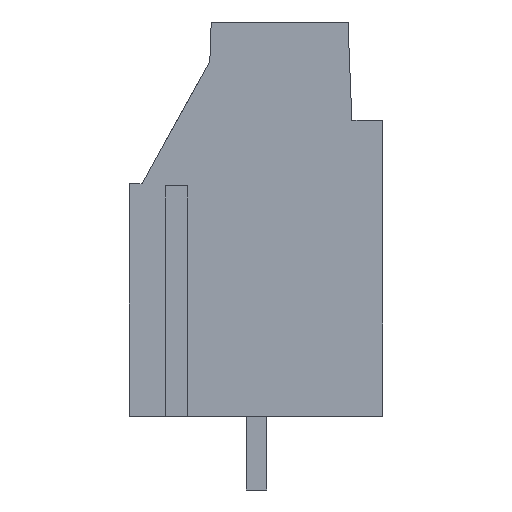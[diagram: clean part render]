
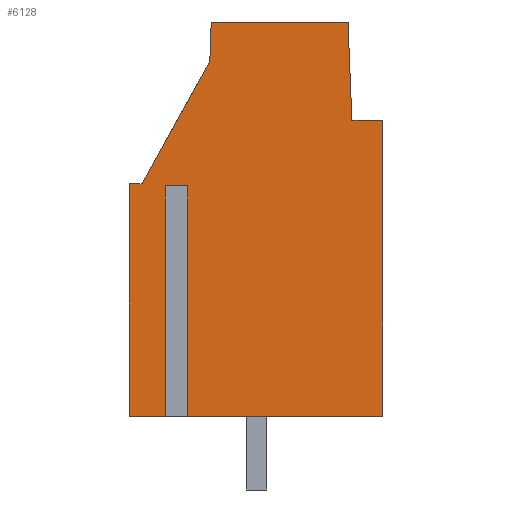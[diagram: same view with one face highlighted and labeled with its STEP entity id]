
A CAD part, left-side view. The second image highlights one B-rep face of the part: STEP entity #6128.
In plain terms, the highlighted planar face has unit normal (-1, 0, 0).
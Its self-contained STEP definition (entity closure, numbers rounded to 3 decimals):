
#6087=AXIS2_PLACEMENT_3D('Plane Axis2P3D',#6084,#6085,#6086) ;
#225=CARTESIAN_POINT('Vertex',(-25.,-11.,3.25)) ;
#356=CARTESIAN_POINT('Vertex',(-25.,-11.,16.1)) ;
#359=CARTESIAN_POINT('Line Origine',(-25.,-11.,9.675)) ;
#515=CARTESIAN_POINT('Vertex',(-25.,-9.495,20.37)) ;
#518=CARTESIAN_POINT('Line Origine',(-25.,-9.579,18.235)) ;
#522=CARTESIAN_POINT('Vertex',(-25.,-9.663,16.1)) ;
#601=CARTESIAN_POINT('Line Origine',(-25.,-6.625,3.25)) ;
#605=CARTESIAN_POINT('Vertex',(-25.,-2.25,3.25)) ;
#654=CARTESIAN_POINT('Vertex',(-25.,-1.85,3.25)) ;
#657=CARTESIAN_POINT('Line Origine',(-25.,-0.925,3.25)) ;
#661=CARTESIAN_POINT('Vertex',(-25.,0.,3.25)) ;
#1573=CARTESIAN_POINT('Vertex',(-25.,-3.554,20.37)) ;
#1576=CARTESIAN_POINT('Line Origine',(-25.,-6.525,20.37)) ;
#1879=CARTESIAN_POINT('Line Origine',(-25.,0.,8.3)) ;
#1883=CARTESIAN_POINT('Vertex',(-25.,0.,13.35)) ;
#2415=CARTESIAN_POINT('Vertex',(-25.,-3.494,18.649)) ;
#2555=CARTESIAN_POINT('Vertex',(-25.,-0.555,13.35)) ;
#2558=CARTESIAN_POINT('Line Origine',(-25.,-2.025,16.)) ;
#2595=CARTESIAN_POINT('Line Origine',(-25.,-3.524,19.51)) ;
#6058=CARTESIAN_POINT('Line Origine',(-25.,-10.331,16.1)) ;
#6084=CARTESIAN_POINT('Axis2P3D Location',(-25.,-15.468,1.8)) ;
#6089=CARTESIAN_POINT('Line Origine',(-25.,-1.85,8.25)) ;
#6093=CARTESIAN_POINT('Vertex',(-25.,-1.85,13.25)) ;
#6096=CARTESIAN_POINT('Line Origine',(-25.,-2.05,13.25)) ;
#6100=CARTESIAN_POINT('Vertex',(-25.,-2.25,13.25)) ;
#6103=CARTESIAN_POINT('Line Origine',(-25.,-2.25,8.25)) ;
#6108=CARTESIAN_POINT('Line Origine',(-25.,-0.278,13.35)) ;
#360=DIRECTION('Vector Direction',(0.,0.,1.)) ;
#519=DIRECTION('Vector Direction',(0.,-0.039,-0.999)) ;
#602=DIRECTION('Vector Direction',(0.,1.,0.)) ;
#658=DIRECTION('Vector Direction',(0.,1.,0.)) ;
#1577=DIRECTION('Vector Direction',(0.,1.,0.)) ;
#1880=DIRECTION('Vector Direction',(0.,0.,-1.)) ;
#2559=DIRECTION('Vector Direction',(0.,-0.485,0.875)) ;
#2596=DIRECTION('Vector Direction',(0.,0.035,-0.999)) ;
#6059=DIRECTION('Vector Direction',(0.,1.,0.)) ;
#6085=DIRECTION('Axis2P3D Direction',(1.,0.,0.)) ;
#6086=DIRECTION('Axis2P3D XDirection',(0.,1.,0.)) ;
#6090=DIRECTION('Vector Direction',(0.,0.,1.)) ;
#6097=DIRECTION('Vector Direction',(0.,-1.,0.)) ;
#6104=DIRECTION('Vector Direction',(0.,0.,1.)) ;
#6109=DIRECTION('Vector Direction',(0.,-1.,0.)) ;
#361=VECTOR('Line Direction',#360,1.) ;
#520=VECTOR('Line Direction',#519,1.) ;
#603=VECTOR('Line Direction',#602,1.) ;
#659=VECTOR('Line Direction',#658,1.) ;
#1578=VECTOR('Line Direction',#1577,1.) ;
#1881=VECTOR('Line Direction',#1880,1.) ;
#2560=VECTOR('Line Direction',#2559,1.) ;
#2597=VECTOR('Line Direction',#2596,1.) ;
#6060=VECTOR('Line Direction',#6059,1.) ;
#6091=VECTOR('Line Direction',#6090,1.) ;
#6098=VECTOR('Line Direction',#6097,1.) ;
#6105=VECTOR('Line Direction',#6104,1.) ;
#6110=VECTOR('Line Direction',#6109,1.) ;
#6114=ORIENTED_EDGE('',*,*,#6095,.T.) ;
#6115=ORIENTED_EDGE('',*,*,#6102,.T.) ;
#6116=ORIENTED_EDGE('',*,*,#6107,.F.) ;
#6117=ORIENTED_EDGE('',*,*,#607,.F.) ;
#6118=ORIENTED_EDGE('',*,*,#363,.F.) ;
#6119=ORIENTED_EDGE('',*,*,#6062,.F.) ;
#6120=ORIENTED_EDGE('',*,*,#524,.F.) ;
#6121=ORIENTED_EDGE('',*,*,#1580,.F.) ;
#6122=ORIENTED_EDGE('',*,*,#2599,.F.) ;
#6123=ORIENTED_EDGE('',*,*,#2562,.F.) ;
#6124=ORIENTED_EDGE('',*,*,#6112,.F.) ;
#6125=ORIENTED_EDGE('',*,*,#1885,.F.) ;
#6126=ORIENTED_EDGE('',*,*,#663,.F.) ;
#6128=ADVANCED_FACE('housing',(#6127),#6088,.F.) ;
#363=EDGE_CURVE('',#357,#226,#362,.F.) ;
#524=EDGE_CURVE('',#516,#523,#521,.T.) ;
#607=EDGE_CURVE('',#226,#606,#604,.T.) ;
#663=EDGE_CURVE('',#655,#662,#660,.T.) ;
#1580=EDGE_CURVE('',#1574,#516,#1579,.F.) ;
#1885=EDGE_CURVE('',#662,#1884,#1882,.F.) ;
#2562=EDGE_CURVE('',#2556,#2416,#2561,.T.) ;
#2599=EDGE_CURVE('',#2416,#1574,#2598,.F.) ;
#6062=EDGE_CURVE('',#523,#357,#6061,.F.) ;
#6095=EDGE_CURVE('',#655,#6094,#6092,.T.) ;
#6102=EDGE_CURVE('',#6094,#6101,#6099,.T.) ;
#6107=EDGE_CURVE('',#606,#6101,#6106,.T.) ;
#6112=EDGE_CURVE('',#1884,#2556,#6111,.T.) ;
#6113=EDGE_LOOP('',(#6114,#6115,#6116,#6117,#6118,#6119,#6120,#6121,#6122,#6123,#6124,#6125,#6126)) ;
#6127=FACE_OUTER_BOUND('',#6113,.T.) ;
#362=LINE('Line',#359,#361) ;
#521=LINE('Line',#518,#520) ;
#604=LINE('Line',#601,#603) ;
#660=LINE('Line',#657,#659) ;
#1579=LINE('Line',#1576,#1578) ;
#1882=LINE('Line',#1879,#1881) ;
#2561=LINE('Line',#2558,#2560) ;
#2598=LINE('Line',#2595,#2597) ;
#6061=LINE('Line',#6058,#6060) ;
#6092=LINE('Line',#6089,#6091) ;
#6099=LINE('Line',#6096,#6098) ;
#6106=LINE('Line',#6103,#6105) ;
#6111=LINE('Line',#6108,#6110) ;
#6088=PLANE('',#6087) ;
#226=VERTEX_POINT('',#225) ;
#357=VERTEX_POINT('',#356) ;
#516=VERTEX_POINT('',#515) ;
#523=VERTEX_POINT('',#522) ;
#606=VERTEX_POINT('',#605) ;
#655=VERTEX_POINT('',#654) ;
#662=VERTEX_POINT('',#661) ;
#1574=VERTEX_POINT('',#1573) ;
#1884=VERTEX_POINT('',#1883) ;
#2416=VERTEX_POINT('',#2415) ;
#2556=VERTEX_POINT('',#2555) ;
#6094=VERTEX_POINT('',#6093) ;
#6101=VERTEX_POINT('',#6100) ;
